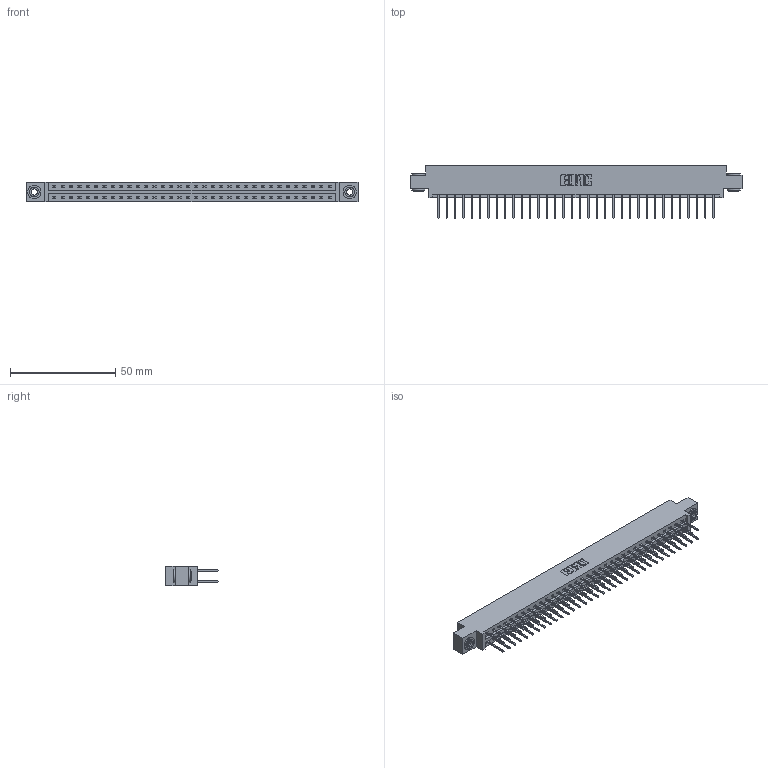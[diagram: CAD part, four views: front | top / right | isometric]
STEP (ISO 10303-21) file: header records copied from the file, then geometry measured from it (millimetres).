
FILE_DESCRIPTION (( 'STEP AP203' ), '1' );
FILE_NAME ('337-068-523-803.STEP', '2019-10-12T01:56:00', ( '' ), ( '' ), 'SwSTEP 2.0', 'SolidWorks 2016', '' );
FILE_SCHEMA (( 'CONFIG_CONTROL_DESIGN' ));
Length unit declared in the file: inch
Products named in the file (4): 337-068-523-803; 345-292-001_345-293-123; 337 Part_0.170 Offset - 0.156 Dia-TH; 345-250-002_345-250-002-102
Assembly tree (71 placements, depth 2):
  337-068-523-803
    337 Part_0.170 Offset - 0.156 Dia-TH
    345-292-001_345-293-123  x68
    345-250-002_345-250-002-102  x2
Bounding box: 157.73 x 25.15 x 9.4 mm (x, y, z)
Volume: 16558.1 mm3; surface area: 19635.8 mm2
Topology: 71 solids, 71 shells, 3828 faces, 11347 edges, 7470 vertices
Faces by surface type: plane 2668, cylinder 1152, cone 8
Entity records: 28196 total; most frequent: CARTESIAN_POINT 4733, ORIENTED_EDGE 4662, DIRECTION 4073, EDGE_CURVE 2331, LINE 2179, VECTOR 2179, VERTEX_POINT 1550, AXIS2_PLACEMENT_3D 947
